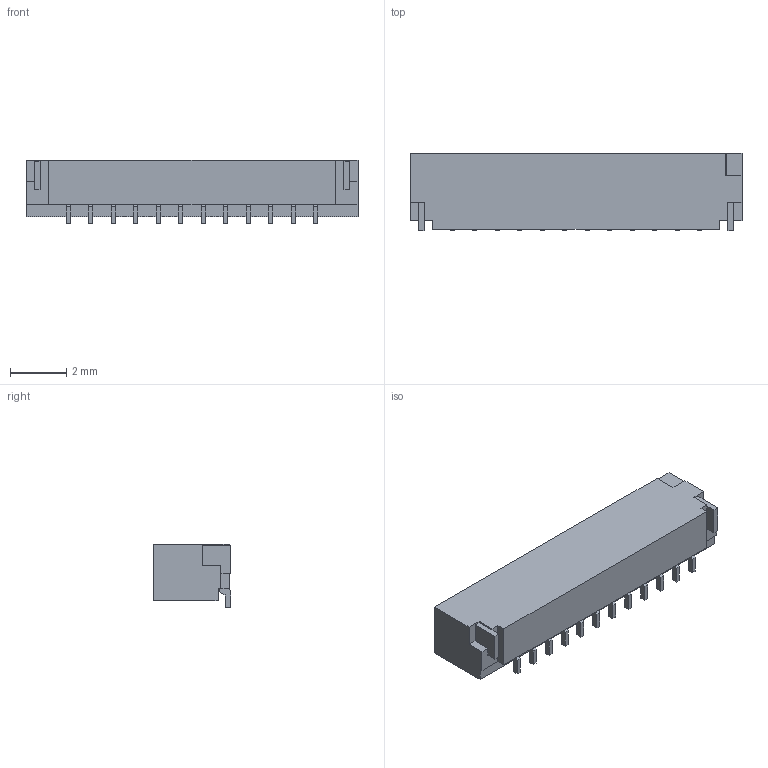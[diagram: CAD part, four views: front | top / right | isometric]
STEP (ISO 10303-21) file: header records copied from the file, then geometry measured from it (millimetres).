
FILE_DESCRIPTION (( 'STEP AP214' ), '1' );
FILE_NAME ('BM12B-SURS-TF.STEP', '2021-02-24T21:05:58', ( '' ), ( '' ), 'SwSTEP 2.0', 'SolidWorks 2020', '' );
FILE_SCHEMA (( 'AUTOMOTIVE_DESIGN' ));
Length unit declared in the file: millimetre
Products named in the file (1): BM12B-SURS-TF
Bounding box: 11.8 x 2.75 x 2.25 mm (x, y, z)
Volume: 39.7 mm3; surface area: 167.8 mm2
Topology: 1 solids, 1 shells, 140 faces, 373 edges, 248 vertices
Faces by surface type: plane 140
Entity records: 4966 total; most frequent: CARTESIAN_POINT 762, ORIENTED_EDGE 746, DIRECTION 655, VECTOR 373, LINE 373, EDGE_CURVE 373, VERTEX_POINT 248, EDGE_LOOP 153
